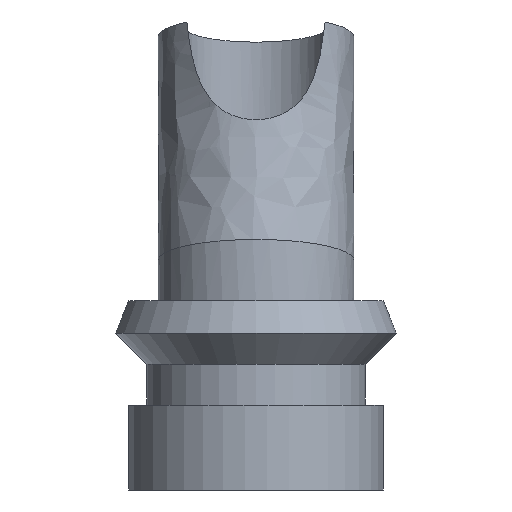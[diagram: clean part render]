
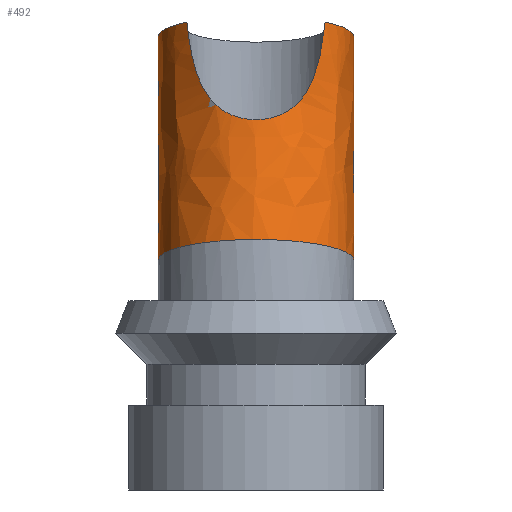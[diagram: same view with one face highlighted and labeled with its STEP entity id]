
A CAD part, front view. The second image highlights one B-rep face of the part: STEP entity #492.
In plain terms, the highlighted free-form (B-spline) face has degree [1, 2] with [2, 9] control points.
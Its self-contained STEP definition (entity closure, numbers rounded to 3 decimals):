
#19=B_SPLINE_CURVE_WITH_KNOTS('',3,(#846,#847,#848,#849,#850,#851,#852,
#853,#854,#855,#856,#857,#858,#859,#860,#861,#862,#863,#864,#865,#866,#867,
#868,#869,#870,#871),.UNSPECIFIED.,.F.,.F.,(4,2,2,2,2,2,2,2,2,2,2,2,4),
(1.088,1.287,1.931,2.252,2.574,
2.922,3.27,3.617,3.965,4.287,
4.608,5.252,5.451),.UNSPECIFIED.);
#20=B_SPLINE_CURVE_WITH_KNOTS('',1,(#872,#873),.UNSPECIFIED.,.F.,.F.,(2,
2),(-0.196,0.),.UNSPECIFIED.);
#21=(
BOUNDED_SURFACE()
B_SPLINE_SURFACE(1,2,((#828,#829,#830,#831,#832,#833,#834,#835,#836),(#837,
#838,#839,#840,#841,#842,#843,#844,#845)),.UNSPECIFIED.,.F.,.T.,.F.)
B_SPLINE_SURFACE_WITH_KNOTS((2,2),(3,2,2,2,3),(0.,2.282),
(-3.142,-1.571,0.,1.571,3.142),
 .UNSPECIFIED.)
GEOMETRIC_REPRESENTATION_ITEM()
RATIONAL_B_SPLINE_SURFACE(((1.,0.707,1.,0.707,1.,
0.707,1.,0.707,1.),(1.,0.707,1.,0.707,
1.,0.707,1.,0.707,1.)))
REPRESENTATION_ITEM('')
SURFACE()
);
#22=ELLIPSE('',#537,15.335,15.);
#23=ELLIPSE('',#538,15.335,15.);
#24=ELLIPSE('',#543,15.335,15.);
#27=ELLIPSE('',#546,15.335,15.);
#28=ELLIPSE('',#548,15.335,15.);
#29=ELLIPSE('',#550,15.335,15.);
#30=ELLIPSE('',#551,15.335,15.);
#81=FACE_OUTER_BOUND('',#114,.T.);
#114=EDGE_LOOP('',(#392,#393,#394,#395,#396,#397,#398,#399,#400,#401,#402,
#403));
#149=LINE('',#796,#180);
#152=LINE('',#803,#183);
#180=VECTOR('',#632,10.);
#183=VECTOR('',#639,10.);
#235=VERTEX_POINT('',#781);
#236=VERTEX_POINT('',#782);
#237=VERTEX_POINT('',#784);
#241=VERTEX_POINT('',#794);
#243=VERTEX_POINT('',#802);
#244=VERTEX_POINT('',#806);
#246=VERTEX_POINT('',#810);
#247=VERTEX_POINT('',#814);
#248=VERTEX_POINT('',#815);
#250=VERTEX_POINT('',#820);
#283=EDGE_CURVE('',#235,#236,#22,.T.);
#284=EDGE_CURVE('',#236,#237,#23,.T.);
#290=EDGE_CURVE('',#235,#241,#149,.T.);
#293=EDGE_CURVE('',#243,#237,#152,.T.);
#295=EDGE_CURVE('',#243,#244,#24,.T.);
#298=EDGE_CURVE('',#246,#241,#27,.T.);
#299=EDGE_CURVE('',#247,#248,#28,.T.);
#302=EDGE_CURVE('',#250,#247,#29,.T.);
#303=EDGE_CURVE('',#248,#250,#30,.T.);
#306=EDGE_CURVE('',#246,#244,#19,.T.);
#307=EDGE_CURVE('',#236,#248,#20,.T.);
#392=ORIENTED_EDGE('',*,*,#290,.T.);
#393=ORIENTED_EDGE('',*,*,#298,.F.);
#394=ORIENTED_EDGE('',*,*,#306,.T.);
#395=ORIENTED_EDGE('',*,*,#295,.F.);
#396=ORIENTED_EDGE('',*,*,#293,.T.);
#397=ORIENTED_EDGE('',*,*,#284,.F.);
#398=ORIENTED_EDGE('',*,*,#307,.T.);
#399=ORIENTED_EDGE('',*,*,#303,.T.);
#400=ORIENTED_EDGE('',*,*,#302,.T.);
#401=ORIENTED_EDGE('',*,*,#299,.T.);
#402=ORIENTED_EDGE('',*,*,#307,.F.);
#403=ORIENTED_EDGE('',*,*,#283,.F.);
#492=ADVANCED_FACE('',(#81),#21,.F.);
#537=AXIS2_PLACEMENT_3D('',#783,#621,#622);
#538=AXIS2_PLACEMENT_3D('',#785,#623,#624);
#543=AXIS2_PLACEMENT_3D('',#807,#643,#644);
#546=AXIS2_PLACEMENT_3D('',#812,#649,#650);
#548=AXIS2_PLACEMENT_3D('',#816,#653,#654);
#550=AXIS2_PLACEMENT_3D('',#821,#658,#659);
#551=AXIS2_PLACEMENT_3D('',#822,#660,#661);
#621=DIRECTION('center_axis',(0.,0.208,-0.978));
#622=DIRECTION('ref_axis',(0.,-0.978,-0.208));
#623=DIRECTION('center_axis',(0.,0.208,-0.978));
#624=DIRECTION('ref_axis',(0.,-0.978,-0.208));
#632=DIRECTION('',(0.,0.208,-0.978));
#639=DIRECTION('',(0.,-0.208,0.978));
#643=DIRECTION('center_axis',(0.,0.208,-0.978));
#644=DIRECTION('ref_axis',(0.,-0.978,-0.208));
#649=DIRECTION('center_axis',(0.,0.208,-0.978));
#650=DIRECTION('ref_axis',(0.,-0.978,-0.208));
#653=DIRECTION('center_axis',(0.,0.208,-0.978));
#654=DIRECTION('ref_axis',(0.,-0.978,-0.208));
#658=DIRECTION('center_axis',(0.,0.208,-0.978));
#659=DIRECTION('ref_axis',(0.,-0.978,-0.208));
#660=DIRECTION('center_axis',(0.,0.208,-0.978));
#661=DIRECTION('ref_axis',(0.,-0.978,-0.208));
#781=CARTESIAN_POINT('',(-2.5,15.414,-21.975));
#782=CARTESIAN_POINT('',(0.,15.624,-21.931));
#783=CARTESIAN_POINT('Origin',(0.,0.624,-25.119));
#784=CARTESIAN_POINT('',(2.5,15.414,-21.975));
#785=CARTESIAN_POINT('Origin',(0.,0.624,-25.119));
#794=CARTESIAN_POINT('',(-2.5,22.067,-53.276));
#796=CARTESIAN_POINT('',(-2.5,14.79,-19.041));
#802=CARTESIAN_POINT('',(2.5,22.067,-53.276));
#803=CARTESIAN_POINT('',(2.5,14.79,-19.041));
#806=CARTESIAN_POINT('',(10.581,-3.356,-58.68));
#807=CARTESIAN_POINT('Origin',(0.,7.277,-56.42));
#810=CARTESIAN_POINT('',(-10.581,-3.356,-58.68));
#812=CARTESIAN_POINT('Origin',(0.,7.277,-56.42));
#814=CARTESIAN_POINT('',(-15.,0.,-22.185));
#815=CARTESIAN_POINT('',(0.,15.,-18.996));
#816=CARTESIAN_POINT('Origin',(0.,0.,-22.185));
#820=CARTESIAN_POINT('',(15.,0.,-22.185));
#821=CARTESIAN_POINT('Origin',(0.,0.,-22.185));
#822=CARTESIAN_POINT('Origin',(0.,0.,-22.185));
#828=CARTESIAN_POINT('Ctrl Pts',(0.,15.,-18.996));
#829=CARTESIAN_POINT('Ctrl Pts',(15.,15.,-18.996));
#830=CARTESIAN_POINT('Ctrl Pts',(15.,0.,-22.185));
#831=CARTESIAN_POINT('Ctrl Pts',(15.,-15.,-25.373));
#832=CARTESIAN_POINT('Ctrl Pts',(0.,-15.,-25.373));
#833=CARTESIAN_POINT('Ctrl Pts',(-15.,-15.,-25.373));
#834=CARTESIAN_POINT('Ctrl Pts',(-15.,0.,-22.185));
#835=CARTESIAN_POINT('Ctrl Pts',(-15.,15.,-18.996));
#836=CARTESIAN_POINT('Ctrl Pts',(0.,15.,-18.996));
#837=CARTESIAN_POINT('Ctrl Pts',(0.,22.277,
-53.232));
#838=CARTESIAN_POINT('Ctrl Pts',(15.,22.277,-53.232));
#839=CARTESIAN_POINT('Ctrl Pts',(15.,7.277,-56.42));
#840=CARTESIAN_POINT('Ctrl Pts',(15.,-7.723,-59.608));
#841=CARTESIAN_POINT('Ctrl Pts',(0.,-7.723,
-59.608));
#842=CARTESIAN_POINT('Ctrl Pts',(-15.,-7.723,-59.608));
#843=CARTESIAN_POINT('Ctrl Pts',(-15.,7.277,-56.42));
#844=CARTESIAN_POINT('Ctrl Pts',(-15.,22.277,-53.232));
#845=CARTESIAN_POINT('Ctrl Pts',(0.,22.277,
-53.232));
#846=CARTESIAN_POINT('Ctrl Pts',(-10.581,-3.356,-58.68));
#847=CARTESIAN_POINT('Ctrl Pts',(-10.514,-3.564,-58.022));
#848=CARTESIAN_POINT('Ctrl Pts',(-10.439,-3.78,-57.371));
#849=CARTESIAN_POINT('Ctrl Pts',(-10.075,-4.722,-54.645));
#850=CARTESIAN_POINT('Ctrl Pts',(-9.692,-5.515,-52.662));
#851=CARTESIAN_POINT('Ctrl Pts',(-8.776,-6.818,-49.958));
#852=CARTESIAN_POINT('Ctrl Pts',(-8.413,-7.27,-49.102));
#853=CARTESIAN_POINT('Ctrl Pts',(-7.507,-8.203,-47.506));
#854=CARTESIAN_POINT('Ctrl Pts',(-6.965,-8.683,-46.764));
#855=CARTESIAN_POINT('Ctrl Pts',(-5.521,-9.672,-45.38));
#856=CARTESIAN_POINT('Ctrl Pts',(-4.556,-10.187,-44.749));
#857=CARTESIAN_POINT('Ctrl Pts',(-2.375,-10.904,-43.923));
#858=CARTESIAN_POINT('Ctrl Pts',(-1.159,-11.1,-43.721));
#859=CARTESIAN_POINT('Ctrl Pts',(1.159,-11.1,-43.721));
#860=CARTESIAN_POINT('Ctrl Pts',(2.375,-10.904,-43.923));
#861=CARTESIAN_POINT('Ctrl Pts',(4.556,-10.187,-44.749));
#862=CARTESIAN_POINT('Ctrl Pts',(5.521,-9.672,-45.38));
#863=CARTESIAN_POINT('Ctrl Pts',(6.965,-8.683,-46.764));
#864=CARTESIAN_POINT('Ctrl Pts',(7.507,-8.203,-47.506));
#865=CARTESIAN_POINT('Ctrl Pts',(8.413,-7.27,-49.102));
#866=CARTESIAN_POINT('Ctrl Pts',(8.776,-6.818,-49.958));
#867=CARTESIAN_POINT('Ctrl Pts',(9.692,-5.515,-52.662));
#868=CARTESIAN_POINT('Ctrl Pts',(10.075,-4.722,-54.645));
#869=CARTESIAN_POINT('Ctrl Pts',(10.439,-3.78,-57.371));
#870=CARTESIAN_POINT('Ctrl Pts',(10.514,-3.564,-58.022));
#871=CARTESIAN_POINT('Ctrl Pts',(10.581,-3.356,-58.68));
#872=CARTESIAN_POINT('Ctrl Pts',(0.,15.624,
-21.931));
#873=CARTESIAN_POINT('Ctrl Pts',(0.,15.,-18.996));
